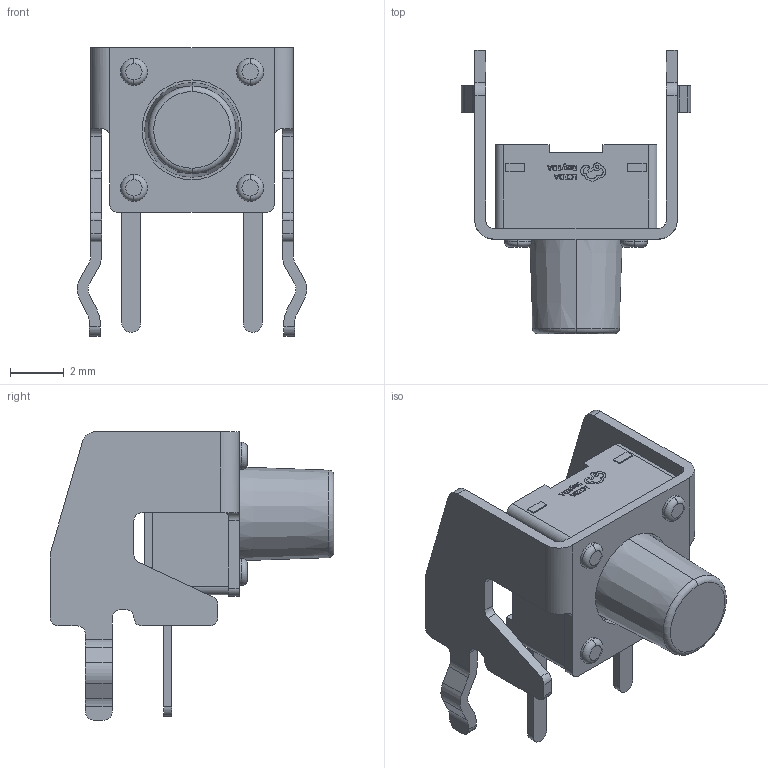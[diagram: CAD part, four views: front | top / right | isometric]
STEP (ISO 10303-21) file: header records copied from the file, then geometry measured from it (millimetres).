
FILE_DESCRIPTION (( 'STEP AP214' ), '1' );
FILE_NAME ('SW-TH_TS-1093C-A7B3-D1.step', '2022-10-26T10:52:44', ( '' ), ( '' ), 'SwSTEP 2.0', 'SolidWorks 2021', '' );
FILE_SCHEMA (( 'AUTOMOTIVE_DESIGN' ));
Length unit declared in the file: millimetre
Products named in the file (1): SW-TH_TS-1093C-A7B3-D1
Bounding box: 8.5 x 10.5 x 10.7 mm (x, y, z)
Volume: 184 mm3; surface area: 413.9 mm2
Topology: 1 solids, 1 shells, 402 faces, 1085 edges, 718 vertices
Faces by surface type: plane 228, bspline 98, cylinder 64, torus 10, cone 2
Entity records: 17555 total; most frequent: CARTESIAN_POINT 3540, ORIENTED_EDGE 2170, DIRECTION 1637, EDGE_CURVE 1085, LINE 735, VECTOR 735, VERTEX_POINT 718, AXIS2_PLACEMENT_3D 451
